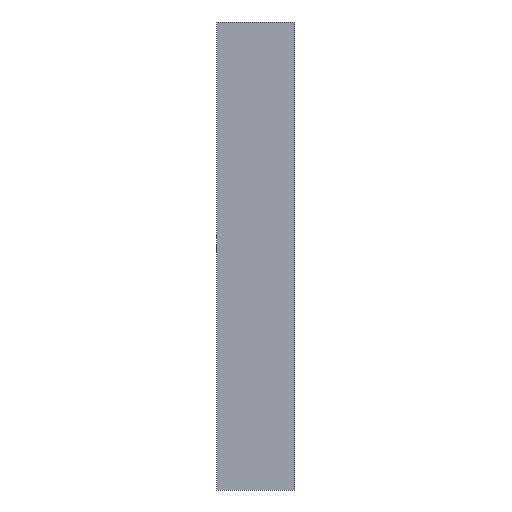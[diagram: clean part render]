
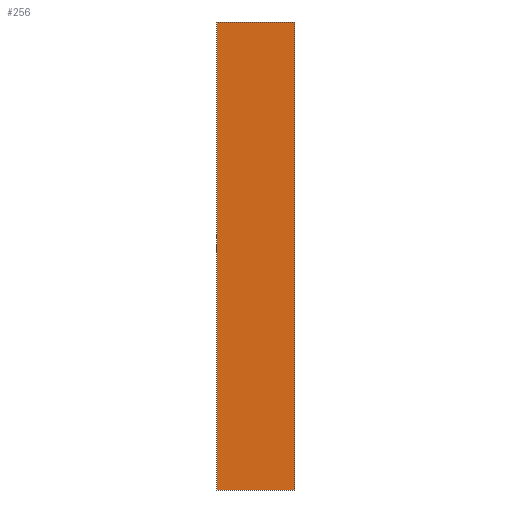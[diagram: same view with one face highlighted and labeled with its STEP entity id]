
A CAD part, front view. The second image highlights one B-rep face of the part: STEP entity #256.
In plain terms, the highlighted planar face has unit normal (0, -1, 0).
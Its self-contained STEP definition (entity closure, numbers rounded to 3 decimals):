
#32=PLANE('',#309);
#50=FACE_OUTER_BOUND('',#74,.T.);
#74=EDGE_LOOP('',(#229,#230,#231,#232));
#81=LINE('',#436,#99);
#85=LINE('',#444,#103);
#88=LINE('',#450,#106);
#91=LINE('',#455,#109);
#99=VECTOR('',#368,10.);
#103=VECTOR('',#374,10.);
#106=VECTOR('',#379,10.);
#109=VECTOR('',#384,10.);
#135=VERTEX_POINT('',#434);
#136=VERTEX_POINT('',#435);
#139=VERTEX_POINT('',#443);
#141=VERTEX_POINT('',#449);
#161=EDGE_CURVE('',#135,#136,#81,.T.);
#165=EDGE_CURVE('',#139,#135,#85,.T.);
#168=EDGE_CURVE('',#141,#139,#88,.T.);
#171=EDGE_CURVE('',#136,#141,#91,.T.);
#229=ORIENTED_EDGE('',*,*,#171,.F.);
#230=ORIENTED_EDGE('',*,*,#161,.F.);
#231=ORIENTED_EDGE('',*,*,#165,.F.);
#232=ORIENTED_EDGE('',*,*,#168,.F.);
#256=ADVANCED_FACE('',(#50),#32,.F.);
#309=AXIS2_PLACEMENT_3D('',#458,#388,#389);
#368=DIRECTION('',(0.,0.,-1.));
#374=DIRECTION('',(1.,0.,0.));
#379=DIRECTION('',(0.,0.,1.));
#384=DIRECTION('',(-1.,0.,0.));
#388=DIRECTION('center_axis',(0.,1.,0.));
#389=DIRECTION('ref_axis',(0.,0.,1.));
#434=CARTESIAN_POINT('',(40.,0.,240.));
#435=CARTESIAN_POINT('',(40.,0.,-240.));
#436=CARTESIAN_POINT('',(40.,0.,240.));
#443=CARTESIAN_POINT('',(-40.,0.,240.));
#444=CARTESIAN_POINT('',(-40.,0.,240.));
#449=CARTESIAN_POINT('',(-40.,0.,-240.));
#450=CARTESIAN_POINT('',(-40.,0.,-240.));
#455=CARTESIAN_POINT('',(40.,0.,-240.));
#458=CARTESIAN_POINT('Origin',(0.,0.,0.));
